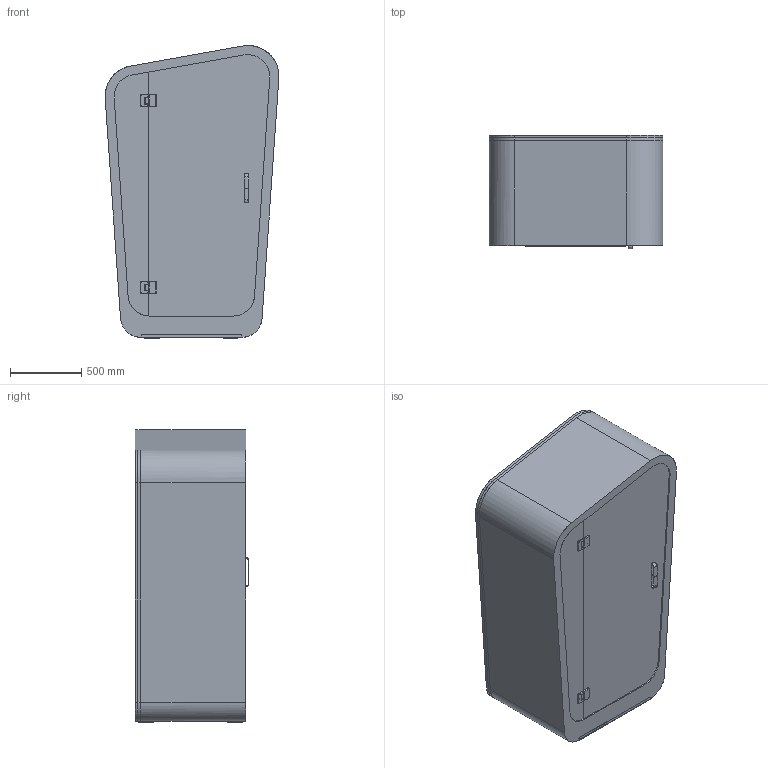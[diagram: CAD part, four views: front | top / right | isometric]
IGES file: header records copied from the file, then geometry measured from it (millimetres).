
Start section: SolidWorks IGES file using analytic representation for surfaces
Global section: file name: 86HLoop_Glass_3D OBJ.igs; native system: Rhinoceros ( Sep 13 2016 ); preprocessor: Trout Lake IGES 012 Sep 13 2016; date: 171103.200544; units: inch
Bounding box: 1216.99 x 796.06 x 2050.93 mm (x, y, z)
Surface area: 17229520.6 mm2 (no closed solid volume)
Topology: 0 solids, 0 shells, 303 faces, 2838 edges, 2839 vertices
Faces by surface type: bspline 303
